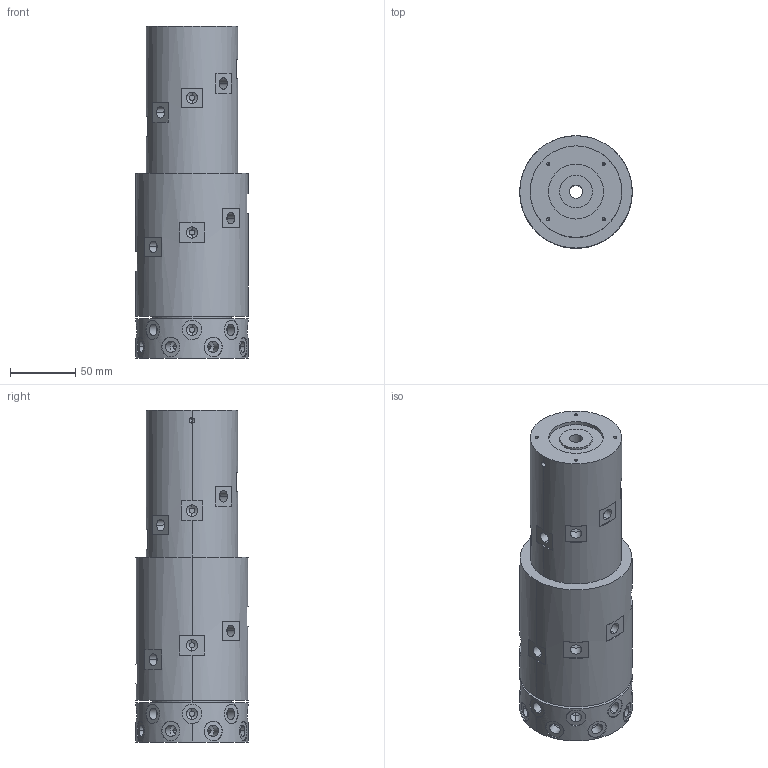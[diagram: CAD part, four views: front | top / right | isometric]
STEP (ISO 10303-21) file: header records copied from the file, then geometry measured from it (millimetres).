
FILE_DESCRIPTION (( 'STEP AP203' ), '1' );
FILE_NAME ('MK161.STEP', '2020-07-25T08:41:52', ( 'gongcheng1' ), ( '' ), 'SwSTEP 2.0', 'SolidWorks 2014', '' );
FILE_SCHEMA (( 'CONFIG_CONTROL_DESIGN' ));
Length unit declared in the file: millimetre
Products named in the file (1): MK161
Bounding box: 86 x 86 x 254 mm (x, y, z)
Volume: 1197534.1 mm3; surface area: 103116.7 mm2
Topology: 1 solids, 1 shells, 381 faces, 806 edges, 478 vertices
Faces by surface type: cylinder 194, plane 103, cone 84
Entity records: 11605 total; most frequent: CARTESIAN_POINT 3186, DIRECTION 1914, ORIENTED_EDGE 1572, EDGE_CURVE 786, AXIS2_PLACEMENT_3D 782, VERTEX_POINT 478, EDGE_LOOP 454, CIRCLE 400
